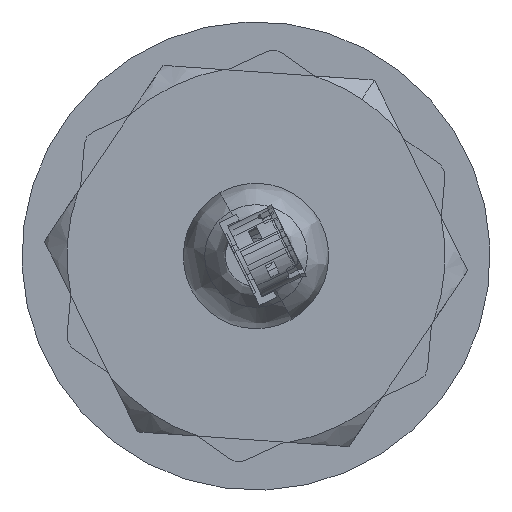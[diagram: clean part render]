
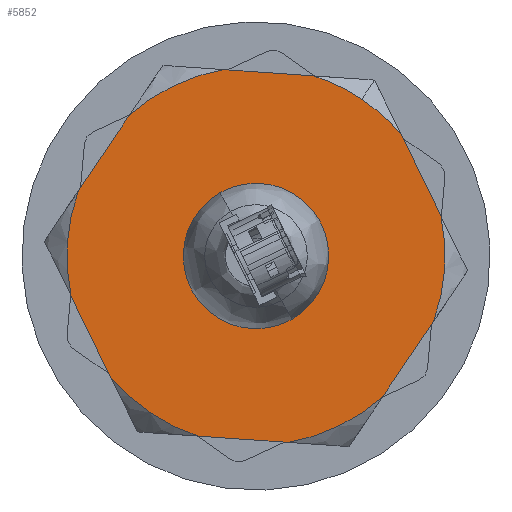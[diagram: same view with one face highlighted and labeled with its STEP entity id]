
A CAD part, left-side view. The second image highlights one B-rep face of the part: STEP entity #5852.
In plain terms, the highlighted planar face has unit normal (-1, 0, 0).
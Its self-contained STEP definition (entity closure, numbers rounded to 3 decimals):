
#145 = VERTEX_POINT ( 'NONE', #425 ) ;
#274 = CIRCLE ( 'NONE', #9640, 4.119 ) ;
#297 = LINE ( 'NONE', #1091, #9363 ) ;
#341 = DIRECTION ( 'NONE',  ( 0., -0.559, 0.829 ) ) ;
#349 = VECTOR ( 'NONE', #4159, 1000. ) ;
#425 = CARTESIAN_POINT ( 'NONE',  ( 191.792, -5.117, 18.578 ) ) ;
#459 = AXIS2_PLACEMENT_3D ( 'NONE', #4341, #7986, #1549 ) ;
#663 = VECTOR ( 'NONE', #9051, 1000. ) ;
#860 = DIRECTION ( 'NONE',  ( 0., -0.439, -0.899 ) ) ;
#875 = FACE_OUTER_BOUND ( 'NONE', #6976, .T. ) ;
#886 = ORIENTED_EDGE ( 'NONE', *, *, #7891, .T. ) ;
#1029 = VERTEX_POINT ( 'NONE', #5322 ) ;
#1049 = DIRECTION ( 'NONE',  ( -1., 0., 0. ) ) ;
#1091 = CARTESIAN_POINT ( 'NONE',  ( 191.792, -2.509, 23.922 ) ) ;
#1181 = LINE ( 'NONE', #8759, #349 ) ;
#1299 = ORIENTED_EDGE ( 'NONE', *, *, #2369, .T. ) ;
#1354 = EDGE_LOOP ( 'NONE', ( #6099, #4270 ) ) ;
#1478 = VERTEX_POINT ( 'NONE', #7199 ) ;
#1548 = DIRECTION ( 'NONE',  ( -1., 0., 0. ) ) ;
#1549 = DIRECTION ( 'NONE',  ( 0., -0.829, -0.559 ) ) ;
#1562 = EDGE_CURVE ( 'NONE', #4583, #1478, #7314, .T. ) ;
#1708 = VERTEX_POINT ( 'NONE', #7519 ) ;
#1766 = AXIS2_PLACEMENT_3D ( 'NONE', #9541, #5789, #341 ) ;
#1803 = CARTESIAN_POINT ( 'NONE',  ( 191.792, 2.614, 21.422 ) ) ;
#1925 = CIRCLE ( 'NONE', #6474, 4.119 ) ;
#2237 = CARTESIAN_POINT ( 'NONE',  ( 191.792, -2.509, 23.922 ) ) ;
#2317 = VERTEX_POINT ( 'NONE', #2674 ) ;
#2369 = EDGE_CURVE ( 'NONE', #11514, #6554, #297, .T. ) ;
#2477 = VERTEX_POINT ( 'NONE', #11222 ) ;
#2674 = CARTESIAN_POINT ( 'NONE',  ( 191.792, -4.019, 16.95 ) ) ;
#2851 = VERTEX_POINT ( 'NONE', #3892 ) ;
#2966 = AXIS2_PLACEMENT_3D ( 'NONE', #10566, #3328, #7709 ) ;
#3034 = EDGE_CURVE ( 'NONE', #11177, #9846, #9901, .T. ) ;
#3066 = CIRCLE ( 'NONE', #4282, 4.119 ) ;
#3144 = VERTEX_POINT ( 'NONE', #1803 ) ;
#3190 = CARTESIAN_POINT ( 'NONE',  ( 191.792, -1.953, 15.941 ) ) ;
#3293 = DIRECTION ( 'NONE',  ( 0., -0.829, -0.559 ) ) ;
#3294 = CARTESIAN_POINT ( 'NONE',  ( 191.792, -1.251, 20. ) ) ;
#3328 = DIRECTION ( 'NONE',  ( -1., 0., 0. ) ) ;
#3433 = CARTESIAN_POINT ( 'NONE',  ( 191.792, 2.774, 19.128 ) ) ;
#3503 = DIRECTION ( 'NONE',  ( 1., 0., 0. ) ) ;
#3551 = CARTESIAN_POINT ( 'NONE',  ( 191.792, 4.483, 18.65 ) ) ;
#3692 = ORIENTED_EDGE ( 'NONE', *, *, #7532, .T. ) ;
#3700 = FACE_BOUND ( 'NONE', #1354, .T. ) ;
#3762 = LINE ( 'NONE', #3551, #8603 ) ;
#3892 = CARTESIAN_POINT ( 'NONE',  ( 191.792, 2.774, 19.128 ) ) ;
#3928 = DIRECTION ( 'NONE',  ( 0., -0.998, -0.07 ) ) ;
#4065 = CARTESIAN_POINT ( 'NONE',  ( 191.792, -1.251, 20. ) ) ;
#4071 = DIRECTION ( 'NONE',  ( -1., 0., 0. ) ) ;
#4159 = DIRECTION ( 'NONE',  ( 0., 0.439, 0.899 ) ) ;
#4172 = EDGE_CURVE ( 'NONE', #4451, #11514, #1925, .T. ) ;
#4209 = DIRECTION ( 'NONE',  ( 1., 0., 0. ) ) ;
#4270 = ORIENTED_EDGE ( 'NONE', *, *, #7474, .T. ) ;
#4282 = AXIS2_PLACEMENT_3D ( 'NONE', #10815, #4587, #8238 ) ;
#4313 = CIRCLE ( 'NONE', #1766, 4.119 ) ;
#4341 = CARTESIAN_POINT ( 'NONE',  ( 191.792, -1.251, 20. ) ) ;
#4427 = EDGE_CURVE ( 'NONE', #9846, #2317, #3066, .T. ) ;
#4445 = CIRCLE ( 'NONE', #2966, 4.119 ) ;
#4451 = VERTEX_POINT ( 'NONE', #10416 ) ;
#4583 = VERTEX_POINT ( 'NONE', #5125 ) ;
#4587 = DIRECTION ( 'NONE',  ( -1., 0., 0. ) ) ;
#4613 = CIRCLE ( 'NONE', #8356, 1.25 ) ;
#4994 = CARTESIAN_POINT ( 'NONE',  ( 191.792, -1.251, 20. ) ) ;
#5081 = VECTOR ( 'NONE', #3928, 1000. ) ;
#5088 = EDGE_CURVE ( 'NONE', #3144, #2851, #4313, .T. ) ;
#5122 = ORIENTED_EDGE ( 'NONE', *, *, #11407, .T. ) ;
#5125 = CARTESIAN_POINT ( 'NONE',  ( 191.792, -2.288, 19.301 ) ) ;
#5274 = ORIENTED_EDGE ( 'NONE', *, *, #4427, .T. ) ;
#5322 = CARTESIAN_POINT ( 'NONE',  ( 191.792, 1.516, 23.05 ) ) ;
#5332 = ORIENTED_EDGE ( 'NONE', *, *, #9507, .T. ) ;
#5533 = CARTESIAN_POINT ( 'NONE',  ( 191.792, -2.316, 14.066 ) ) ;
#5539 = CIRCLE ( 'NONE', #7683, 4.119 ) ;
#5543 = ORIENTED_EDGE ( 'NONE', *, *, #7882, .T. ) ;
#5743 = DIRECTION ( 'NONE',  ( 0., 0.998, 0.07 ) ) ;
#5789 = DIRECTION ( 'NONE',  ( -1., 0., 0. ) ) ;
#5852 = ADVANCED_FACE ( 'NONE', ( #875, #3700 ), #11099, .T. ) ;
#6099 = ORIENTED_EDGE ( 'NONE', *, *, #1562, .T. ) ;
#6138 = CARTESIAN_POINT ( 'NONE',  ( 191.792, -0.55, 24.059 ) ) ;
#6184 = LINE ( 'NONE', #7238, #663 ) ;
#6371 = DIRECTION ( 'NONE',  ( 0., 0.559, -0.829 ) ) ;
#6394 = ORIENTED_EDGE ( 'NONE', *, *, #5088, .T. ) ;
#6395 = DIRECTION ( 'NONE',  ( 0., 0.559, -0.829 ) ) ;
#6474 = AXIS2_PLACEMENT_3D ( 'NONE', #4065, #9604, #7759 ) ;
#6554 = VERTEX_POINT ( 'NONE', #6138 ) ;
#6654 = CARTESIAN_POINT ( 'NONE',  ( 191.792, 0.007, 16.078 ) ) ;
#6694 = EDGE_CURVE ( 'NONE', #1029, #3144, #3762, .T. ) ;
#6866 = CARTESIAN_POINT ( 'NONE',  ( 191.792, -1.251, 20. ) ) ;
#6976 = EDGE_LOOP ( 'NONE', ( #9514, #5274, #5122, #10739, #886, #7295, #9077, #1299, #3692, #11243, #6394, #5332, #5543 ) ) ;
#7199 = CARTESIAN_POINT ( 'NONE',  ( 191.792, -0.215, 20.699 ) ) ;
#7238 = CARTESIAN_POINT ( 'NONE',  ( 191.792, -2.15, 14.178 ) ) ;
#7295 = ORIENTED_EDGE ( 'NONE', *, *, #10943, .T. ) ;
#7314 = CIRCLE ( 'NONE', #7900, 1.25 ) ;
#7463 = CARTESIAN_POINT ( 'NONE',  ( 191.792, -5.277, 20.872 ) ) ;
#7474 = EDGE_CURVE ( 'NONE', #1478, #4583, #4613, .T. ) ;
#7519 = CARTESIAN_POINT ( 'NONE',  ( 191.792, -4.415, 22.637 ) ) ;
#7532 = EDGE_CURVE ( 'NONE', #6554, #1029, #9123, .T. ) ;
#7683 = AXIS2_PLACEMENT_3D ( 'NONE', #6866, #1548, #3293 ) ;
#7709 = DIRECTION ( 'NONE',  ( 0., -0.559, 0.829 ) ) ;
#7755 = DIRECTION ( 'NONE',  ( 0., -0.829, -0.559 ) ) ;
#7759 = DIRECTION ( 'NONE',  ( 0., -0.559, 0.829 ) ) ;
#7785 = LINE ( 'NONE', #3433, #10057 ) ;
#7882 = EDGE_CURVE ( 'NONE', #2477, #11177, #4445, .T. ) ;
#7891 = EDGE_CURVE ( 'NONE', #10588, #1708, #1181, .T. ) ;
#7900 = AXIS2_PLACEMENT_3D ( 'NONE', #9769, #3503, #11624 ) ;
#7986 = DIRECTION ( 'NONE',  ( -1., 0., 0. ) ) ;
#8238 = DIRECTION ( 'NONE',  ( 0., -0.829, -0.559 ) ) ;
#8356 = AXIS2_PLACEMENT_3D ( 'NONE', #3294, #4209, #7755 ) ;
#8603 = VECTOR ( 'NONE', #6371, 1000. ) ;
#8713 = AXIS2_PLACEMENT_3D ( 'NONE', #5533, #1049, #6395 ) ;
#8759 = CARTESIAN_POINT ( 'NONE',  ( 191.792, -5.277, 20.872 ) ) ;
#9051 = DIRECTION ( 'NONE',  ( 0., -0.559, 0.829 ) ) ;
#9077 = ORIENTED_EDGE ( 'NONE', *, *, #4172, .T. ) ;
#9123 = CIRCLE ( 'NONE', #459, 4.119 ) ;
#9363 = VECTOR ( 'NONE', #5743, 1000. ) ;
#9507 = EDGE_CURVE ( 'NONE', #2851, #2477, #7785, .T. ) ;
#9514 = ORIENTED_EDGE ( 'NONE', *, *, #3034, .T. ) ;
#9541 = CARTESIAN_POINT ( 'NONE',  ( 191.792, -1.251, 20. ) ) ;
#9604 = DIRECTION ( 'NONE',  ( -1., 0., 0. ) ) ;
#9640 = AXIS2_PLACEMENT_3D ( 'NONE', #4994, #4071, #10315 ) ;
#9769 = CARTESIAN_POINT ( 'NONE',  ( 191.792, -1.251, 20. ) ) ;
#9846 = VERTEX_POINT ( 'NONE', #3190 ) ;
#9901 = LINE ( 'NONE', #6654, #5081 ) ;
#10057 = VECTOR ( 'NONE', #860, 1000. ) ;
#10248 = EDGE_CURVE ( 'NONE', #145, #10588, #5539, .T. ) ;
#10315 = DIRECTION ( 'NONE',  ( 0., -0.559, 0.829 ) ) ;
#10416 = CARTESIAN_POINT ( 'NONE',  ( 191.792, -3.554, 23.415 ) ) ;
#10566 = CARTESIAN_POINT ( 'NONE',  ( 191.792, -1.251, 20. ) ) ;
#10588 = VERTEX_POINT ( 'NONE', #7463 ) ;
#10739 = ORIENTED_EDGE ( 'NONE', *, *, #10248, .T. ) ;
#10815 = CARTESIAN_POINT ( 'NONE',  ( 191.792, -1.251, 20. ) ) ;
#10943 = EDGE_CURVE ( 'NONE', #1708, #4451, #274, .T. ) ;
#11099 = PLANE ( 'NONE',  #8713 ) ;
#11177 = VERTEX_POINT ( 'NONE', #11751 ) ;
#11222 = CARTESIAN_POINT ( 'NONE',  ( 191.792, 1.913, 17.363 ) ) ;
#11243 = ORIENTED_EDGE ( 'NONE', *, *, #6694, .T. ) ;
#11407 = EDGE_CURVE ( 'NONE', #2317, #145, #6184, .T. ) ;
#11514 = VERTEX_POINT ( 'NONE', #2237 ) ;
#11624 = DIRECTION ( 'NONE',  ( 0., -0.829, -0.559 ) ) ;
#11751 = CARTESIAN_POINT ( 'NONE',  ( 191.792, 0.007, 16.078 ) ) ;
